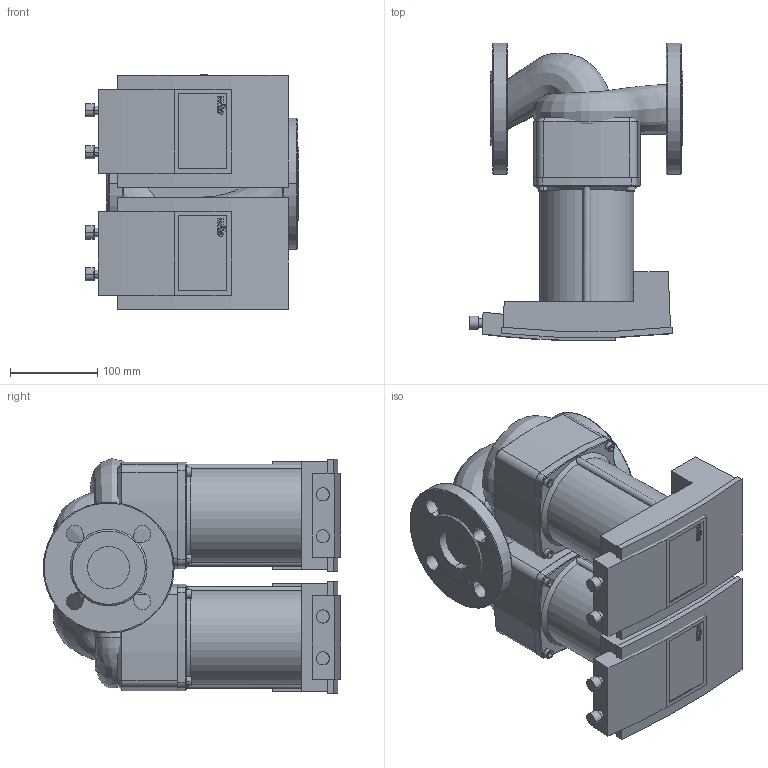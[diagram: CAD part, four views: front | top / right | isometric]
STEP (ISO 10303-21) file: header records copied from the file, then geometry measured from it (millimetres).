
FILE_DESCRIPTION((''),'2;1');
FILE_NAME('3d_YonosMAXO-D40_0_5-8-2120664.stp','2016-04-29T07:42:42',(''),(''),'Mechanical Desktop 2009','Mechanical Desktop 2009',', , ');
FILE_SCHEMA(('CONFIG_CONTROL_DESIGN'));
Length unit declared in the file: millimetre
Products named in the file (1): Product
Bounding box: 244.77 x 341 x 268.89 mm (x, y, z)
Volume: 9881933.6 mm3; surface area: 744704.7 mm2
Topology: 19 solids, 19 shells, 447 faces, 1100 edges, 717 vertices
Faces by surface type: plane 210, cylinder 96, bspline 81, cone 38, torus 22
Entity records: 24662 total; most frequent: CARTESIAN_POINT 14282, ORIENTED_EDGE 2200, DIRECTION 1990, EDGE_CURVE 1100, VERTEX_POINT 717, AXIS2_PLACEMENT_3D 706, VECTOR 578, LINE 578
